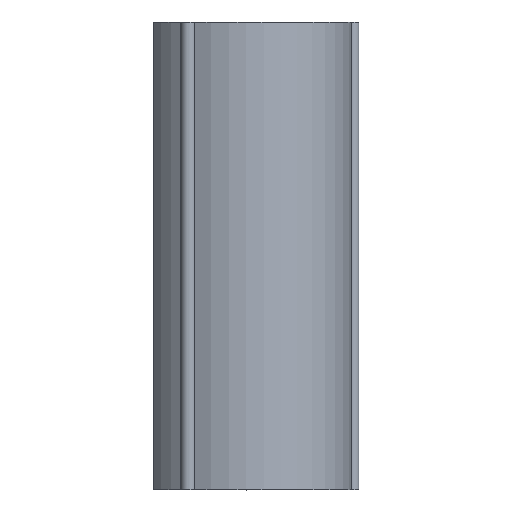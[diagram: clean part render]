
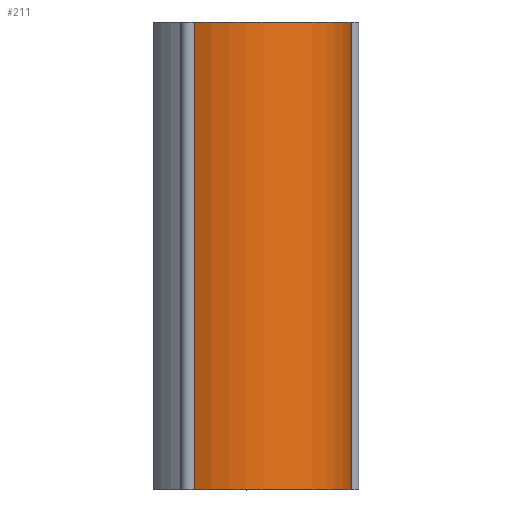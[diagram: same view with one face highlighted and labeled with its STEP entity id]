
A CAD part, top view. The second image highlights one B-rep face of the part: STEP entity #211.
In plain terms, the highlighted cylindrical face has radius 10.5 mm (diameter 21 mm), a partial arc.
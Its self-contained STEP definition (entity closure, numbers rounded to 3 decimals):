
#25=FACE_OUTER_BOUND('',#37,.T.);
#37=EDGE_LOOP('',(#161,#162,#163,#164));
#51=LINE('',#370,#65);
#52=LINE('',#376,#66);
#65=VECTOR('',#301,10.);
#66=VECTOR('',#308,10.);
#81=CIRCLE('',#248,10.5);
#82=CIRCLE('',#249,10.5);
#99=VERTEX_POINT('',#366);
#100=VERTEX_POINT('',#368);
#101=VERTEX_POINT('',#372);
#102=VERTEX_POINT('',#374);
#125=EDGE_CURVE('',#99,#100,#51,.T.);
#126=EDGE_CURVE('',#101,#99,#81,.T.);
#127=EDGE_CURVE('',#102,#100,#82,.T.);
#128=EDGE_CURVE('',#101,#102,#52,.T.);
#161=ORIENTED_EDGE('',*,*,#126,.T.);
#162=ORIENTED_EDGE('',*,*,#125,.T.);
#163=ORIENTED_EDGE('',*,*,#127,.F.);
#164=ORIENTED_EDGE('',*,*,#128,.F.);
#202=CYLINDRICAL_SURFACE('',#247,10.5);
#211=ADVANCED_FACE('',(#25),#202,.T.);
#247=AXIS2_PLACEMENT_3D('',#371,#302,#303);
#248=AXIS2_PLACEMENT_3D('',#373,#304,#305);
#249=AXIS2_PLACEMENT_3D('',#375,#306,#307);
#301=DIRECTION('',(0.,1.,0.));
#302=DIRECTION('center_axis',(0.,1.,0.));
#303=DIRECTION('ref_axis',(-0.44,0.,0.898));
#304=DIRECTION('center_axis',(0.,1.,0.));
#305=DIRECTION('ref_axis',(-0.44,0.,0.898));
#306=DIRECTION('center_axis',(0.,1.,0.));
#307=DIRECTION('ref_axis',(-0.44,0.,0.898));
#308=DIRECTION('',(0.,1.,0.));
#366=CARTESIAN_POINT('',(10.478,0.,0.684));
#368=CARTESIAN_POINT('',(10.478,45.,0.684));
#370=CARTESIAN_POINT('',(10.478,0.,0.684));
#371=CARTESIAN_POINT('Origin',(0.,0.,0.));
#372=CARTESIAN_POINT('',(-4.618,0.,9.43));
#373=CARTESIAN_POINT('Origin',(0.,0.,0.));
#374=CARTESIAN_POINT('',(-4.618,45.,9.43));
#375=CARTESIAN_POINT('Origin',(0.,45.,0.));
#376=CARTESIAN_POINT('',(-4.618,0.,9.43));
